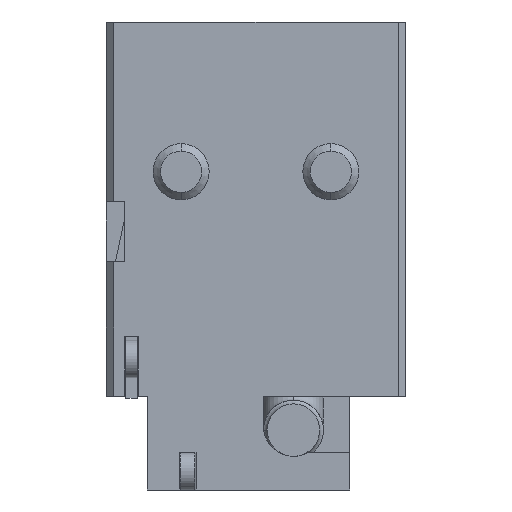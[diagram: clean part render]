
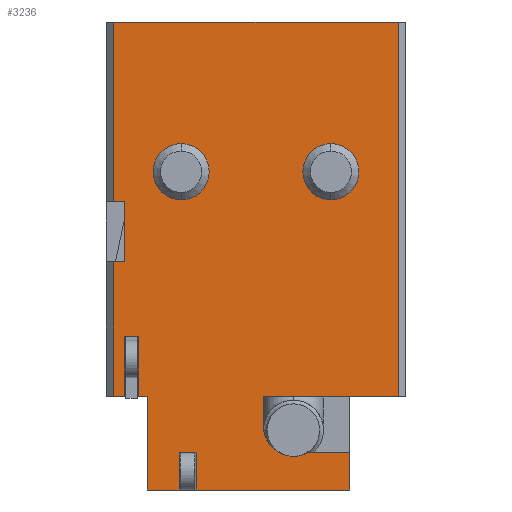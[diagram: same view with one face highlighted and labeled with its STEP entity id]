
A CAD part, left-side view. The second image highlights one B-rep face of the part: STEP entity #3236.
In plain terms, the highlighted planar face has unit normal (-1, 0, 0).
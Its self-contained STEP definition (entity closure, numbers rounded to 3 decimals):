
#92=DIRECTION('',(0.,-1.,0.));
#93=VECTOR('',#92,4.1);
#94=CARTESIAN_POINT('',(-3.,2.6,-12.5));
#95=LINE('',#94,#93);
#210=DIRECTION('',(0.,-1.,0.));
#211=VECTOR('',#210,0.03);
#212=CARTESIAN_POINT('',(-3.,2.63,-11.5));
#213=LINE('',#212,#211);
#214=CARTESIAN_POINT('',(-3.,0.,-10.8));
#215=DIRECTION('',(-1.,0.,0.));
#216=DIRECTION('',(0.,1.,0.));
#217=AXIS2_PLACEMENT_3D('',#214,#215,#216);
#219=CARTESIAN_POINT('',(-3.,3.,-4.));
#220=DIRECTION('',(-1.,0.,0.));
#221=DIRECTION('',(0.,0.,-1.));
#222=AXIS2_PLACEMENT_3D('',#219,#220,#221);
#224=CARTESIAN_POINT('',(-3.,3.,-4.));
#225=DIRECTION('',(-1.,0.,0.));
#226=DIRECTION('',(0.,0.,1.));
#227=AXIS2_PLACEMENT_3D('',#224,#225,#226);
#229=CARTESIAN_POINT('',(-3.,-1.,-4.));
#230=DIRECTION('',(-1.,0.,0.));
#231=DIRECTION('',(0.,0.,-1.));
#232=AXIS2_PLACEMENT_3D('',#229,#230,#231);
#234=CARTESIAN_POINT('',(-3.,-1.,-4.));
#235=DIRECTION('',(-1.,0.,0.));
#236=DIRECTION('',(0.,0.,1.));
#237=AXIS2_PLACEMENT_3D('',#234,#235,#236);
#239=DIRECTION('',(0.,-1.,0.));
#240=VECTOR('',#239,0.02);
#241=CARTESIAN_POINT('',(-3.,3.05,-11.5));
#242=LINE('',#241,#240);
#252=DIRECTION('',(0.,1.,0.));
#253=VECTOR('',#252,0.4);
#254=CARTESIAN_POINT('',(-3.,2.63,-11.5));
#255=LINE('',#254,#253);
#284=DIRECTION('',(0.,0.,1.));
#285=VECTOR('',#284,1.);
#286=CARTESIAN_POINT('',(-3.,2.6,-12.5));
#287=LINE('',#286,#285);
#858=DIRECTION('',(0.,0.,1.));
#859=VECTOR('',#858,1.6);
#860=CARTESIAN_POINT('',(-3.,4.5,-10.));
#861=LINE('',#860,#859);
#1032=DIRECTION('',(0.,-1.,0.));
#1033=VECTOR('',#1032,0.3);
#1034=CARTESIAN_POINT('',(-3.,4.8,-10.));
#1035=LINE('',#1034,#1033);
#1283=DIRECTION('',(0.,-1.,0.));
#1284=VECTOR('',#1283,0.3);
#1285=CARTESIAN_POINT('',(-3.,4.8,-6.4));
#1286=LINE('',#1285,#1284);
#1401=DIRECTION('',(0.,0.,1.));
#1402=VECTOR('',#1401,1.6);
#1403=CARTESIAN_POINT('',(-3.,4.5,-6.4));
#1404=LINE('',#1403,#1402);
#1425=DIRECTION('',(0.,-1.,0.));
#1426=VECTOR('',#1425,0.35);
#1427=CARTESIAN_POINT('',(-3.,4.5,-8.4));
#1428=LINE('',#1427,#1426);
#1437=DIRECTION('',(0.,0.,1.));
#1438=VECTOR('',#1437,1.6);
#1439=CARTESIAN_POINT('',(-3.,4.15,-10.));
#1440=LINE('',#1439,#1438);
#1461=DIRECTION('',(0.,-1.,0.));
#1462=VECTOR('',#1461,0.25);
#1463=CARTESIAN_POINT('',(-3.,4.15,-10.));
#1464=LINE('',#1463,#1462);
#1481=DIRECTION('',(0.,0.,1.));
#1482=VECTOR('',#1481,2.5);
#1483=CARTESIAN_POINT('',(-3.,3.9,-12.5));
#1484=LINE('',#1483,#1482);
#1493=DIRECTION('',(0.,-1.,0.));
#1494=VECTOR('',#1493,0.85);
#1495=CARTESIAN_POINT('',(-3.,3.9,-12.5));
#1496=LINE('',#1495,#1494);
#1505=DIRECTION('',(0.,0.,1.));
#1506=VECTOR('',#1505,1.);
#1507=CARTESIAN_POINT('',(-3.,3.05,-12.5));
#1508=LINE('',#1507,#1506);
#1517=DIRECTION('',(0.,-1.,0.));
#1518=VECTOR('',#1517,0.3);
#1519=CARTESIAN_POINT('',(-3.,4.8,-4.8));
#1520=LINE('',#1519,#1518);
#1557=DIRECTION('',(0.,0.,-1.));
#1558=VECTOR('',#1557,3.6);
#1559=CARTESIAN_POINT('',(-3.,4.8,-6.4));
#1560=LINE('',#1559,#1558);
#1669=DIRECTION('',(0.,-1.,0.));
#1670=VECTOR('',#1669,1.113);
#1671=CARTESIAN_POINT('',(-3.,-0.387,-11.5));
#1672=LINE('',#1671,#1670);
#1673=DIRECTION('',(0.,0.,1.));
#1674=VECTOR('',#1673,1.);
#1675=CARTESIAN_POINT('',(-3.,-1.5,-12.5));
#1676=LINE('',#1675,#1674);
#1735=DIRECTION('',(0.,0.,1.));
#1736=VECTOR('',#1735,0.8);
#1737=CARTESIAN_POINT('',(-3.,0.8,-10.8));
#1738=LINE('',#1737,#1736);
#1755=DIRECTION('',(0.,-1.,0.));
#1756=VECTOR('',#1755,3.6);
#1757=CARTESIAN_POINT('',(-3.,0.8,-10.));
#1758=LINE('',#1757,#1756);
#1789=DIRECTION('',(0.,0.,1.));
#1790=VECTOR('',#1789,10.);
#1791=CARTESIAN_POINT('',(-3.,-2.8,-10.));
#1792=LINE('',#1791,#1790);
#1817=DIRECTION('',(0.,-1.,0.));
#1818=VECTOR('',#1817,7.6);
#1819=CARTESIAN_POINT('',(-3.,4.8,0.));
#1820=LINE('',#1819,#1818);
#1835=DIRECTION('',(0.,0.,-1.));
#1836=VECTOR('',#1835,4.8);
#1837=CARTESIAN_POINT('',(-3.,4.8,0.));
#1838=LINE('',#1837,#1836);
#2378=CARTESIAN_POINT('',(-3.,-1.5,-12.5));
#2379=VERTEX_POINT('',#2378);
#2380=CARTESIAN_POINT('',(-3.,2.6,-12.5));
#2381=VERTEX_POINT('',#2380);
#2424=CARTESIAN_POINT('',(-3.,2.63,-11.5));
#2425=CARTESIAN_POINT('',(-3.,3.03,-11.5));
#2426=VERTEX_POINT('',#2424);
#2427=VERTEX_POINT('',#2425);
#2444=CARTESIAN_POINT('',(-3.,3.05,-11.5));
#2445=VERTEX_POINT('',#2444);
#2446=CARTESIAN_POINT('',(-3.,2.6,-11.5));
#2447=VERTEX_POINT('',#2446);
#2448=CARTESIAN_POINT('',(-3.,-1.5,-11.5));
#2449=VERTEX_POINT('',#2448);
#2450=CARTESIAN_POINT('',(-3.,-0.387,-11.5));
#2451=VERTEX_POINT('',#2450);
#2452=CARTESIAN_POINT('',(-3.,0.8,-10.8));
#2453=VERTEX_POINT('',#2452);
#2454=CARTESIAN_POINT('',(-3.,0.8,-10.));
#2455=VERTEX_POINT('',#2454);
#2456=CARTESIAN_POINT('',(-3.,-2.8,-10.));
#2457=VERTEX_POINT('',#2456);
#2458=CARTESIAN_POINT('',(-3.,-2.8,0.));
#2459=VERTEX_POINT('',#2458);
#2460=CARTESIAN_POINT('',(-3.,4.8,0.));
#2461=VERTEX_POINT('',#2460);
#2462=CARTESIAN_POINT('',(-3.,4.8,-4.8));
#2463=VERTEX_POINT('',#2462);
#2464=CARTESIAN_POINT('',(-3.,4.5,-4.8));
#2465=VERTEX_POINT('',#2464);
#2466=CARTESIAN_POINT('',(-3.,4.5,-6.4));
#2467=VERTEX_POINT('',#2466);
#2468=CARTESIAN_POINT('',(-3.,4.8,-6.4));
#2469=VERTEX_POINT('',#2468);
#2470=CARTESIAN_POINT('',(-3.,4.8,-10.));
#2471=VERTEX_POINT('',#2470);
#2472=CARTESIAN_POINT('',(-3.,4.5,-10.));
#2473=VERTEX_POINT('',#2472);
#2474=CARTESIAN_POINT('',(-3.,4.5,-8.4));
#2475=VERTEX_POINT('',#2474);
#2476=CARTESIAN_POINT('',(-3.,4.15,-8.4));
#2477=VERTEX_POINT('',#2476);
#2478=CARTESIAN_POINT('',(-3.,4.15,-10.));
#2479=VERTEX_POINT('',#2478);
#2480=CARTESIAN_POINT('',(-3.,3.9,-10.));
#2481=VERTEX_POINT('',#2480);
#2482=CARTESIAN_POINT('',(-3.,3.9,-12.5));
#2483=VERTEX_POINT('',#2482);
#2484=CARTESIAN_POINT('',(-3.,3.05,-12.5));
#2485=VERTEX_POINT('',#2484);
#2486=CARTESIAN_POINT('',(-3.,3.,-4.75));
#2487=CARTESIAN_POINT('',(-3.,3.,-3.25));
#2488=VERTEX_POINT('',#2486);
#2489=VERTEX_POINT('',#2487);
#2490=CARTESIAN_POINT('',(-3.,-1.,-4.75));
#2491=CARTESIAN_POINT('',(-3.,-1.,-3.25));
#2492=VERTEX_POINT('',#2490);
#2493=VERTEX_POINT('',#2491);
#3169=CARTESIAN_POINT('',(-3.,1.,-6.25));
#3170=DIRECTION('',(1.,0.,0.));
#3171=DIRECTION('',(0.,0.,1.));
#3172=AXIS2_PLACEMENT_3D('',#3169,#3170,#3171);
#3173=PLANE('',#3172);
#3175=ORIENTED_EDGE('',*,*,#3174,.F.);
#3177=ORIENTED_EDGE('',*,*,#3176,.F.);
#3179=ORIENTED_EDGE('',*,*,#3178,.F.);
#3181=ORIENTED_EDGE('',*,*,#3180,.T.);
#3183=ORIENTED_EDGE('',*,*,#3182,.F.);
#3185=ORIENTED_EDGE('',*,*,#3184,.T.);
#3187=ORIENTED_EDGE('',*,*,#3186,.F.);
#3189=ORIENTED_EDGE('',*,*,#3188,.F.);
#3191=ORIENTED_EDGE('',*,*,#3190,.F.);
#3193=ORIENTED_EDGE('',*,*,#3192,.F.);
#3195=ORIENTED_EDGE('',*,*,#3194,.T.);
#3197=ORIENTED_EDGE('',*,*,#3196,.T.);
#3199=ORIENTED_EDGE('',*,*,#3198,.F.);
#3201=ORIENTED_EDGE('',*,*,#3200,.F.);
#3203=ORIENTED_EDGE('',*,*,#3202,.T.);
#3205=ORIENTED_EDGE('',*,*,#3204,.F.);
#3207=ORIENTED_EDGE('',*,*,#3206,.F.);
#3209=ORIENTED_EDGE('',*,*,#3208,.F.);
#3211=ORIENTED_EDGE('',*,*,#3210,.T.);
#3213=ORIENTED_EDGE('',*,*,#3212,.T.);
#3215=ORIENTED_EDGE('',*,*,#3214,.F.);
#3216=ORIENTED_EDGE('',*,*,#3054,.F.);
#3218=ORIENTED_EDGE('',*,*,#3217,.T.);
#3219=ORIENTED_EDGE('',*,*,#3160,.F.);
#3221=ORIENTED_EDGE('',*,*,#3220,.T.);
#3222=EDGE_LOOP('',(#3175,#3177,#3179,#3181,#3183,#3185,#3187,#3189,#3191,#3193,
#3195,#3197,#3199,#3201,#3203,#3205,#3207,#3209,#3211,#3213,#3215,#3216,#3218,
#3219,#3221));
#3223=FACE_OUTER_BOUND('',#3222,.F.);
#3225=ORIENTED_EDGE('',*,*,#3224,.T.);
#3227=ORIENTED_EDGE('',*,*,#3226,.T.);
#3228=EDGE_LOOP('',(#3225,#3227));
#3229=FACE_BOUND('',#3228,.F.);
#3231=ORIENTED_EDGE('',*,*,#3230,.T.);
#3233=ORIENTED_EDGE('',*,*,#3232,.T.);
#3234=EDGE_LOOP('',(#3231,#3233));
#3235=FACE_BOUND('',#3234,.F.);
#3236=ADVANCED_FACE('',(#3223,#3229,#3235),#3173,.F.);
#218=CIRCLE('',#217,0.8);
#223=CIRCLE('',#222,0.75);
#228=CIRCLE('',#227,0.75);
#233=CIRCLE('',#232,0.75);
#238=CIRCLE('',#237,0.75);
#3054=EDGE_CURVE('',#2381,#2379,#95,.T.);
#3160=EDGE_CURVE('',#2426,#2447,#213,.T.);
#3174=EDGE_CURVE('',#2445,#2427,#242,.T.);
#3176=EDGE_CURVE('',#2485,#2445,#1508,.T.);
#3178=EDGE_CURVE('',#2483,#2485,#1496,.T.);
#3180=EDGE_CURVE('',#2483,#2481,#1484,.T.);
#3182=EDGE_CURVE('',#2479,#2481,#1464,.T.);
#3184=EDGE_CURVE('',#2479,#2477,#1440,.T.);
#3186=EDGE_CURVE('',#2475,#2477,#1428,.T.);
#3188=EDGE_CURVE('',#2473,#2475,#861,.T.);
#3190=EDGE_CURVE('',#2471,#2473,#1035,.T.);
#3192=EDGE_CURVE('',#2469,#2471,#1560,.T.);
#3194=EDGE_CURVE('',#2469,#2467,#1286,.T.);
#3196=EDGE_CURVE('',#2467,#2465,#1404,.T.);
#3198=EDGE_CURVE('',#2463,#2465,#1520,.T.);
#3200=EDGE_CURVE('',#2461,#2463,#1838,.T.);
#3202=EDGE_CURVE('',#2461,#2459,#1820,.T.);
#3204=EDGE_CURVE('',#2457,#2459,#1792,.T.);
#3206=EDGE_CURVE('',#2455,#2457,#1758,.T.);
#3208=EDGE_CURVE('',#2453,#2455,#1738,.T.);
#3210=EDGE_CURVE('',#2453,#2451,#218,.T.);
#3212=EDGE_CURVE('',#2451,#2449,#1672,.T.);
#3214=EDGE_CURVE('',#2379,#2449,#1676,.T.);
#3217=EDGE_CURVE('',#2381,#2447,#287,.T.);
#3220=EDGE_CURVE('',#2426,#2427,#255,.T.);
#3224=EDGE_CURVE('',#2488,#2489,#223,.T.);
#3226=EDGE_CURVE('',#2489,#2488,#228,.T.);
#3230=EDGE_CURVE('',#2492,#2493,#233,.T.);
#3232=EDGE_CURVE('',#2493,#2492,#238,.T.);
